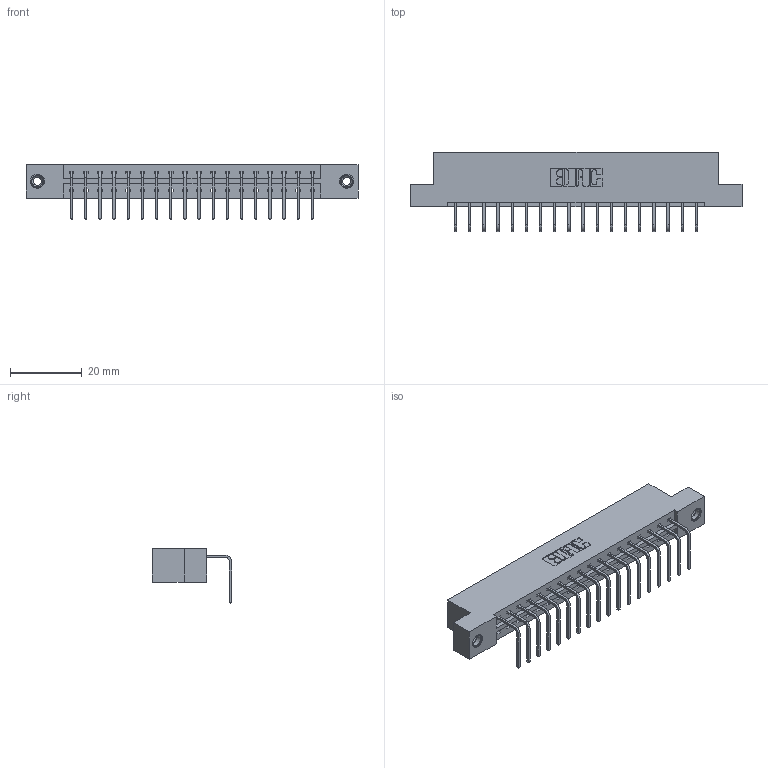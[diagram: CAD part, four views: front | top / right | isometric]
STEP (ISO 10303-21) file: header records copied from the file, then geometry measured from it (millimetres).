
FILE_DESCRIPTION (( 'STEP AP203' ), '1' );
FILE_NAME ('833-018-558-108.STEP', '2020-05-31T23:11:42', ( '' ), ( '' ), 'SwSTEP 2.0', 'SolidWorks 2020', '' );
FILE_SCHEMA (( 'CONFIG_CONTROL_DESIGN' ));
Length unit declared in the file: inch
Products named in the file (4): 833 Part_Flush - .156 Dia - TI; 345-250-001_345-250-003-102; 345-292-001_558 Tail - 2; 833-018-558-108
Assembly tree (21 placements, depth 2):
  833-018-558-108
    833 Part_Flush - .156 Dia - TI
    345-292-001_558 Tail - 2  x18
    345-250-001_345-250-003-102  x2
Bounding box: 92.86 x 22.17 x 15.37 mm (x, y, z)
Volume: 9191.6 mm3; surface area: 10181.7 mm2
Topology: 21 solids, 21 shells, 1254 faces, 3723 edges, 2450 vertices
Faces by surface type: plane 894, cylinder 344, cone 12, torus 4
Entity records: 15378 total; most frequent: CARTESIAN_POINT 2639, ORIENTED_EDGE 2586, DIRECTION 2307, EDGE_CURVE 1293, VECTOR 1145, LINE 1145, VERTEX_POINT 856, AXIS2_PLACEMENT_3D 581
